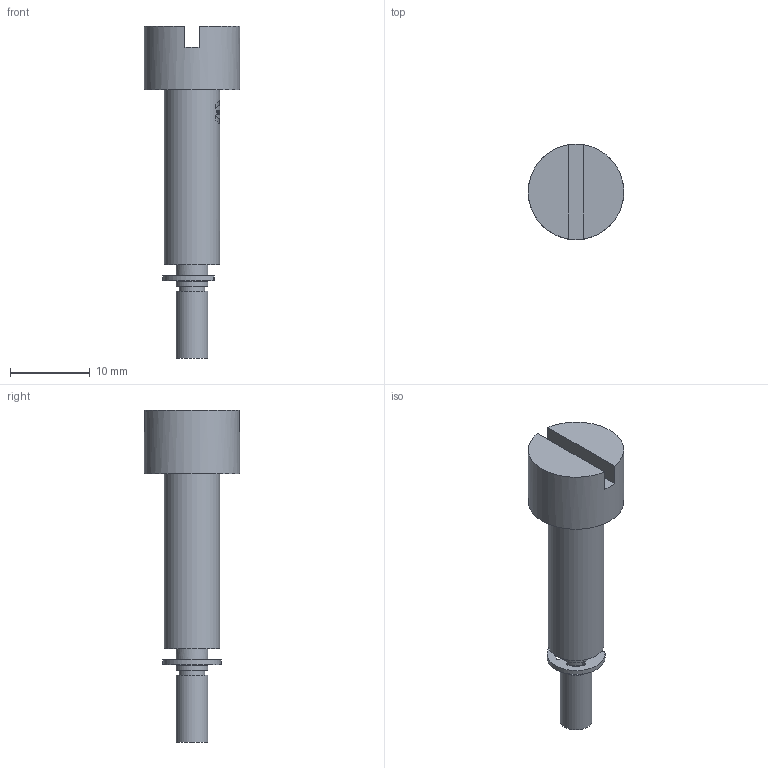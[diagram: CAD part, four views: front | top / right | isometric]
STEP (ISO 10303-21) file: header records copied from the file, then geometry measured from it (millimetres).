
FILE_DESCRIPTION(/* description */ (''),/* implementation_level */ '2;1');
FILE_NAME(/* name */ '100095175ugm000_b.stp',/* time_stamp */ '2019-08-23T15:30:52+02:00',/* author */ (''),/* organization */ (''),/* preprocessor_version */ 'ST-DEVELOPER v16.7',/* originating_system */ 'SIEMENS PLM Software NX 12.0',/* authorisation */ '');
FILE_SCHEMA (('AUTOMOTIVE_DESIGN { 1 0 10303 214 3 1 1 1 }'));
Length unit declared in the file: millimetre
Products named in the file (1): 100095175ugm000_b
Bounding box: 12 x 12 x 41.7 mm (x, y, z)
Volume: 1846.7 mm3; surface area: 1759.1 mm2
Topology: 1 solids, 2 shells, 147 faces, 468 edges, 425 vertices
Faces by surface type: plane 97, cylinder 48, extrusion 2
Full cylindrical faces by diameter (mm): 0.342 x1, 0.404 x1, 3.2 x2, 4 x3, 6.8 x1, 7 x1, 12 x1
Entity records: 6993 total; most frequent: CARTESIAN_POINT 1563, DIRECTION 884, ORIENTED_EDGE 734, EDGE_CURVE 368, AXIS2_PLACEMENT_3D 308, VECTOR 268, LINE 266, VERTEX_POINT 249
